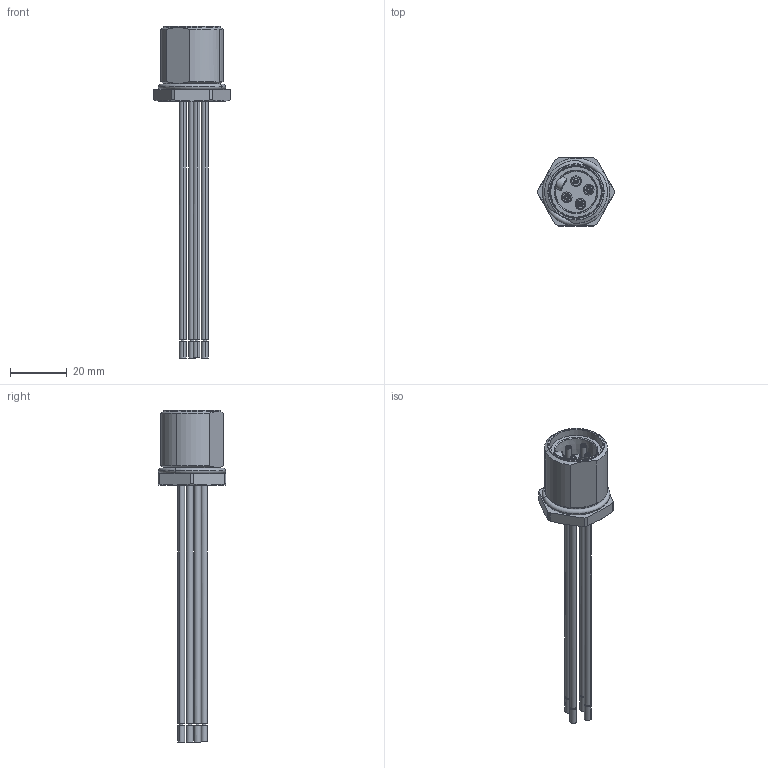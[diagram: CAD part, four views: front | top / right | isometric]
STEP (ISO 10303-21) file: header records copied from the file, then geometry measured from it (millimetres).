
FILE_DESCRIPTION(('CATIA V5 STEP Exchange','CAx-IF Rec.Pracs.--- Model Styling and Organization---1.4--- 2014-01-23'),'2;1');
FILE_NAME ('010789-2_0', '2020-12-31T11:48:05+00:00', ('none'), ('Weidmueller'), 'CATIA Version 5-6 Release 2016 SP3 HF44', 'CATIA V5 STEP AP214', 'none');
FILE_SCHEMA(('AUTOMOTIVE_DESIGN { 1 0 10303 214 1 1 1 1 }'));
Length unit declared in the file: millimetre
Products named in the file (1): 1292420000
Bounding box: 27 x 24 x 117.2 mm (x, y, z)
Volume: 10197.9 mm3; surface area: 9424.8 mm2
Topology: 4 solids, 4 shells, 183 faces, 396 edges, 244 vertices
Faces by surface type: cylinder 77, plane 42, cone 40, bspline 16, torus 8
Entity records: 5271 total; most frequent: CARTESIAN_POINT 1571, ORIENTED_EDGE 792, DIRECTION 626, EDGE_CURVE 396, AXIS2_PLACEMENT_3D 341, VERTEX_POINT 244, EDGE_LOOP 216, ADVANCED_FACE 183
